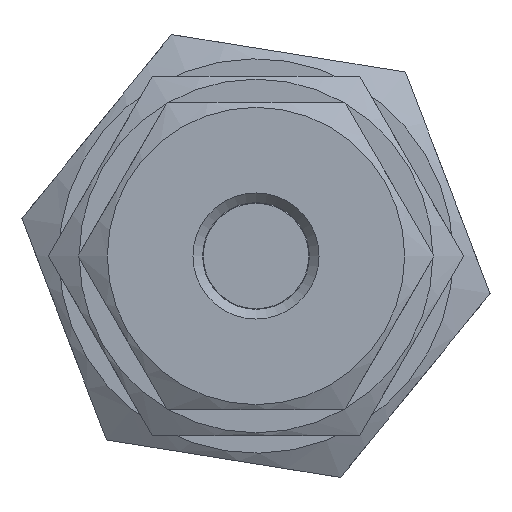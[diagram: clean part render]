
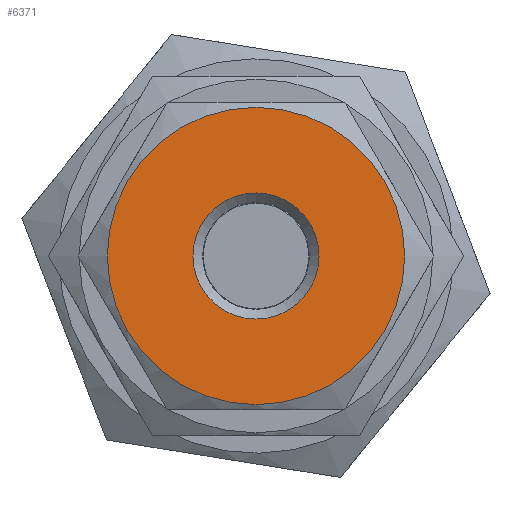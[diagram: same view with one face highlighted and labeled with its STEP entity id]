
A CAD part, left-side view. The second image highlights one B-rep face of the part: STEP entity #6371.
In plain terms, the highlighted planar face has unit normal (-1, 0, 0).
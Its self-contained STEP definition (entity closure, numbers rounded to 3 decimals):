
#6344=CARTESIAN_POINT('',(-9.223,-2.3,0.));
#6345=DIRECTION('',(-1.0,0.0,0.0));
#6346=DIRECTION('',(0.0,0.0,-1.0));
#6347=AXIS2_PLACEMENT_3D('',#6344,#6345,#6346);
#6348=PLANE('',#6347);
#6349=CARTESIAN_POINT('',(-9.223,-4.6,0.));
#6350=VERTEX_POINT('',#6349);
#6351=CARTESIAN_POINT('',(-9.223,0.,0.));
#6352=DIRECTION('',(1.0,0.0,0.0));
#6353=DIRECTION('',(0.0,-1.0,0.0));
#6354=AXIS2_PLACEMENT_3D('',#6351,#6352,#6353);
#6355=CIRCLE('',#6354,4.6);
#6356=EDGE_CURVE('',#6350,#6350,#6355,.T.);
#6357=ORIENTED_EDGE('',*,*,#6356,.F.);
#6358=EDGE_LOOP('',(#6357));
#6359=FACE_OUTER_BOUND('',#6358,.T.);
#6360=CARTESIAN_POINT('',(-9.223,1.95,0.));
#6361=VERTEX_POINT('',#6360);
#6362=CARTESIAN_POINT('',(-9.223,0.,0.));
#6363=DIRECTION('',(-1.0,0.0,0.0));
#6364=DIRECTION('',(0.0,-1.0,0.0));
#6365=AXIS2_PLACEMENT_3D('',#6362,#6363,#6364);
#6366=CIRCLE('',#6365,1.95);
#6367=EDGE_CURVE('',#6361,#6361,#6366,.T.);
#6368=ORIENTED_EDGE('',*,*,#6367,.F.);
#6369=EDGE_LOOP('',(#6368));
#6370=FACE_BOUND('',#6369,.T.);
#6371=ADVANCED_FACE('',(#6359,#6370),#6348,.T.);
